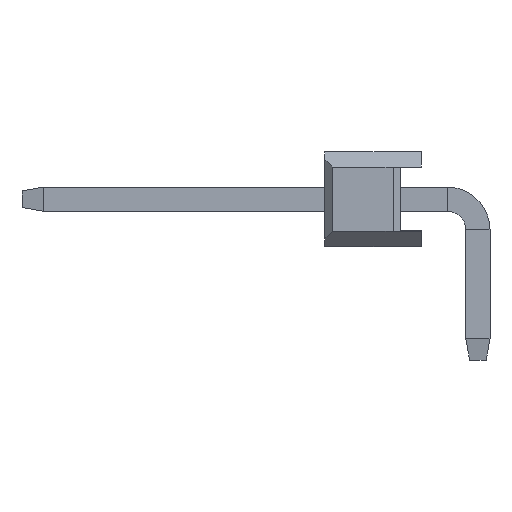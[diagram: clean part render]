
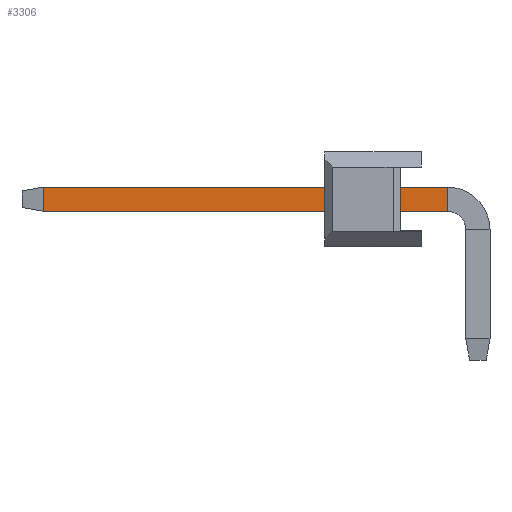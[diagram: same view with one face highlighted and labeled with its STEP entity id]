
A CAD part, left-side view. The second image highlights one B-rep face of the part: STEP entity #3306.
In plain terms, the highlighted planar face has unit normal (-1, 0, 0).
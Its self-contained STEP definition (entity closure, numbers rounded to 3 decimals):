
#124=FACE_OUTER_BOUND('',#316,.T.);
#316=EDGE_LOOP('',(#2389,#2390,#2391,#2392));
#569=LINE('',#4811,#1023);
#574=LINE('',#4822,#1028);
#577=LINE('',#4826,#1031);
#578=LINE('',#4827,#1032);
#1023=VECTOR('',#3943,1000.);
#1028=VECTOR('',#3952,1000.);
#1031=VECTOR('',#3957,1000.);
#1032=VECTOR('',#3958,1000.);
#1429=VERTEX_POINT('',#4808);
#1430=VERTEX_POINT('',#4810);
#1433=VERTEX_POINT('',#4820);
#1434=VERTEX_POINT('',#4821);
#1777=EDGE_CURVE('',#1429,#1430,#569,.T.);
#1782=EDGE_CURVE('',#1433,#1434,#574,.T.);
#1785=EDGE_CURVE('',#1429,#1433,#577,.T.);
#1786=EDGE_CURVE('',#1434,#1430,#578,.T.);
#2389=ORIENTED_EDGE('',*,*,#1777,.F.);
#2390=ORIENTED_EDGE('',*,*,#1785,.T.);
#2391=ORIENTED_EDGE('',*,*,#1782,.T.);
#2392=ORIENTED_EDGE('',*,*,#1786,.T.);
#3116=PLANE('',#3534);
#3306=ADVANCED_FACE('',(#124),#3116,.F.);
#3534=AXIS2_PLACEMENT_3D('',#4825,#3955,#3956);
#3943=DIRECTION('',(0.,-1.,0.));
#3952=DIRECTION('',(0.,-1.,0.));
#3955=DIRECTION('center_axis',(1.,0.,0.));
#3956=DIRECTION('ref_axis',(0.,0.,-1.));
#3957=DIRECTION('',(0.,0.,-1.));
#3958=DIRECTION('',(0.,0.,1.));
#4808=CARTESIAN_POINT('',(-7.94,9.973,0.32));
#4810=CARTESIAN_POINT('',(-7.94,-0.7,0.32));
#4811=CARTESIAN_POINT('',(-7.94,10.54,0.32));
#4820=CARTESIAN_POINT('',(-7.94,9.973,-0.32));
#4821=CARTESIAN_POINT('',(-7.94,-0.7,-0.32));
#4822=CARTESIAN_POINT('',(-7.94,10.54,-0.32));
#4825=CARTESIAN_POINT('Origin',(-7.94,10.54,0.32));
#4826=CARTESIAN_POINT('',(-7.94,9.973,-0.32));
#4827=CARTESIAN_POINT('',(-7.94,-0.7,0.32));
